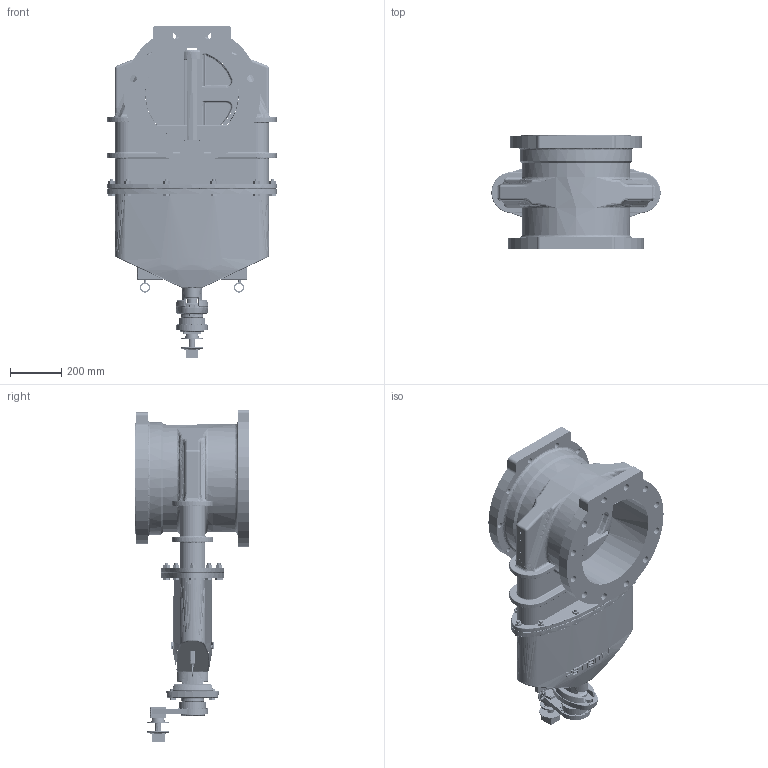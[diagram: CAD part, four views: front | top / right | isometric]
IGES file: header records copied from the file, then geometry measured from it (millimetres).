
Start section: SolidWorks IGES file using analytic representation for surfaces
Global section: file name: A-2361-19_14_N.IGS; native system: SolidWorks 2013; preprocessor: SolidWorks 2013; author: CAD M1; date: 140220.182317; units: millimetre
Bounding box: 660 x 447.2 x 1295.15 mm (x, y, z)
Surface area: 4326171.3 mm2 (no closed solid volume)
Topology: 0 solids, 0 shells, 1831 faces, 33229 edges, 33184 vertices
Faces by surface type: bspline 1121, revolution 710
